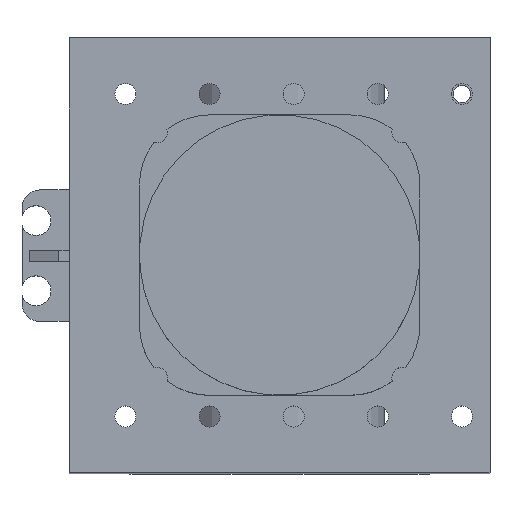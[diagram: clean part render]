
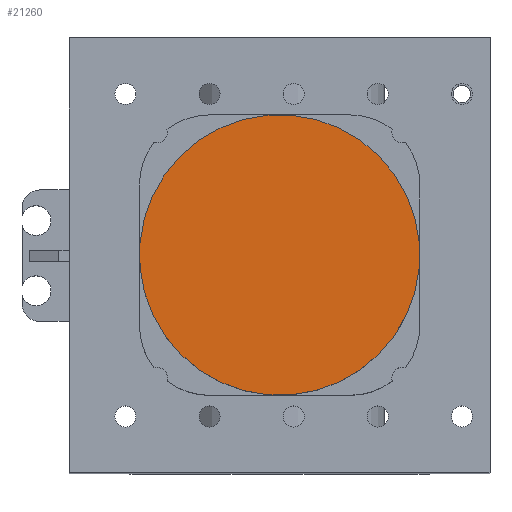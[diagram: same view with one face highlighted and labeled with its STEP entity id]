
A CAD part, top view. The second image highlights one B-rep face of the part: STEP entity #21260.
In plain terms, the highlighted face is planar.
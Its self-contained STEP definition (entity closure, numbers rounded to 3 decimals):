
#2251 = CARTESIAN_POINT ( 'NONE',  ( 0., 0., 0. ) ) ;
#3209 = CARTESIAN_POINT ( 'NONE',  ( 0., 0., 0. ) ) ;
#6062 = EDGE_LOOP ( 'NONE', ( #12356, #10584 ) ) ;
#6583 = AXIS2_PLACEMENT_3D ( 'NONE', #2251, #29610, #12021 ) ;
#9642 = VERTEX_POINT ( 'NONE', #25105 ) ;
#10584 = ORIENTED_EDGE ( 'NONE', *, *, #18125, .F. ) ;
#12021 = DIRECTION ( 'NONE',  ( 0., 0., 1. ) ) ;
#12356 = ORIENTED_EDGE ( 'NONE', *, *, #24890, .F. ) ;
#12983 = FACE_OUTER_BOUND ( 'NONE', #6062, .T. ) ;
#15345 = VERTEX_POINT ( 'NONE', #18708 ) ;
#15470 = DIRECTION ( 'NONE',  ( 0., 1., 0. ) ) ;
#18125 = EDGE_CURVE ( 'NONE', #15345, #9642, #18218, .T. ) ;
#18218 = CIRCLE ( 'NONE', #6583, 20. ) ;
#18708 = CARTESIAN_POINT ( 'NONE',  ( 0., 0., 20. ) ) ;
#19037 = DIRECTION ( 'NONE',  ( 0., 1., 0. ) ) ;
#20027 = AXIS2_PLACEMENT_3D ( 'NONE', #3209, #15470, #28558 ) ;
#20345 = CIRCLE ( 'NONE', #32032, 20. ) ;
#21260 = ADVANCED_FACE ( 'NONE', ( #12983 ), #30890, .F. ) ;
#24890 = EDGE_CURVE ( 'NONE', #9642, #15345, #20345, .T. ) ;
#25105 = CARTESIAN_POINT ( 'NONE',  ( 0., 0., -20. ) ) ;
#26661 = DIRECTION ( 'NONE',  ( 0., 0., 1. ) ) ;
#28558 = DIRECTION ( 'NONE',  ( 0., 0., 1. ) ) ;
#29610 = DIRECTION ( 'NONE',  ( 0., 1., 0. ) ) ;
#30890 = PLANE ( 'NONE',  #20027 ) ;
#31816 = CARTESIAN_POINT ( 'NONE',  ( 0., 0., 0. ) ) ;
#32032 = AXIS2_PLACEMENT_3D ( 'NONE', #31816, #19037, #26661 ) ;
